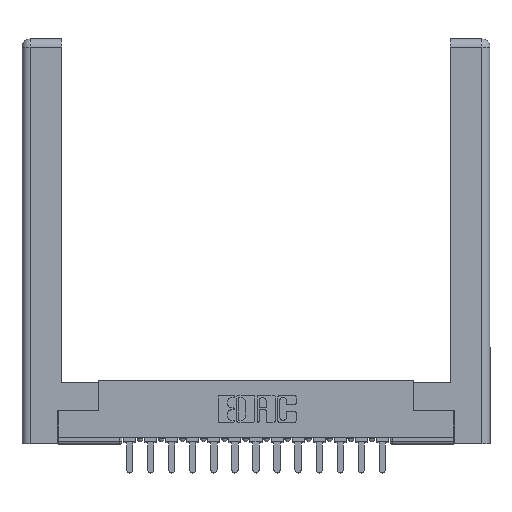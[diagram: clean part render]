
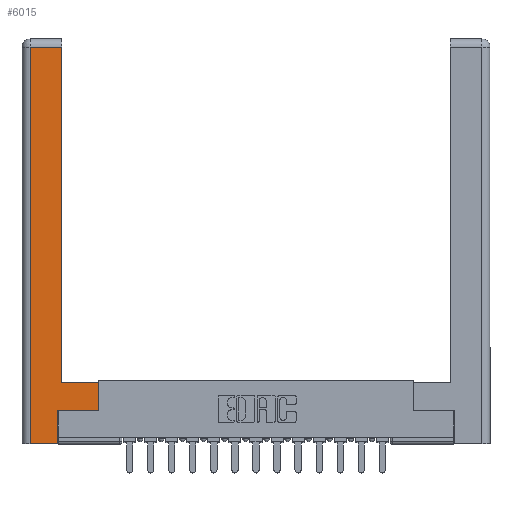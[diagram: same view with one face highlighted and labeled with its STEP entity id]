
A CAD part, top view. The second image highlights one B-rep face of the part: STEP entity #6015.
In plain terms, the highlighted planar face has unit normal (0, 0, 1).
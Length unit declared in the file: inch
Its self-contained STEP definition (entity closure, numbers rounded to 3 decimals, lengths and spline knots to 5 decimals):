
#67 = CARTESIAN_POINT ( 'NONE',  ( 0.0615, 2.94, 0. ) ) ;
#464 = ORIENTED_EDGE ( 'NONE', *, *, #9438, .T. ) ;
#556 = CARTESIAN_POINT ( 'NONE',  ( 0.565, 0.245, 0. ) ) ;
#617 = DIRECTION ( 'NONE',  ( 0., 1., 0. ) ) ;
#1147 = VECTOR ( 'NONE', #14390, 39.37008 ) ;
#1355 = EDGE_CURVE ( 'NONE', #6444, #1360, #16181, .T. ) ;
#1360 = VERTEX_POINT ( 'NONE', #1380 ) ;
#1380 = CARTESIAN_POINT ( 'NONE',  ( 0.265, 0., 0. ) ) ;
#1459 = DIRECTION ( 'NONE',  ( 0., 1., 0. ) ) ;
#1909 = CARTESIAN_POINT ( 'NONE',  ( 0., 0., 0. ) ) ;
#1945 = EDGE_CURVE ( 'NONE', #14572, #17405, #8293, .T. ) ;
#2082 = VECTOR ( 'NONE', #1459, 39.37008 ) ;
#2149 = DIRECTION ( 'NONE',  ( -1., 0., 0. ) ) ;
#2615 = LINE ( 'NONE', #13061, #3934 ) ;
#2814 = VECTOR ( 'NONE', #14027, 39.37008 ) ;
#3054 = CARTESIAN_POINT ( 'NONE',  ( 0.0615, 0., 0. ) ) ;
#3672 = EDGE_CURVE ( 'NONE', #16212, #17412, #10452, .T. ) ;
#3806 = ORIENTED_EDGE ( 'NONE', *, *, #9867, .T. ) ;
#3934 = VECTOR ( 'NONE', #617, 39.37008 ) ;
#4461 = ORIENTED_EDGE ( 'NONE', *, *, #3672, .T. ) ;
#4483 = ORIENTED_EDGE ( 'NONE', *, *, #1355, .T. ) ;
#4538 = FACE_OUTER_BOUND ( 'NONE', #6386, .T. ) ;
#4785 = DIRECTION ( 'NONE',  ( 0., 0., -1. ) ) ;
#4809 = CARTESIAN_POINT ( 'NONE',  ( 0.295, 0.45, 0. ) ) ;
#6015 = ADVANCED_FACE ( 'NONE', ( #4538 ), #10368, .F. ) ;
#6386 = EDGE_LOOP ( 'NONE', ( #8395, #8771, #3806, #4483, #464, #4461, #14328, #9014 ) ) ;
#6444 = VERTEX_POINT ( 'NONE', #3054 ) ;
#7011 = EDGE_CURVE ( 'NONE', #16774, #14572, #10354, .T. ) ;
#7025 = DIRECTION ( 'NONE',  ( 0., 1., 0. ) ) ;
#7218 = VERTEX_POINT ( 'NONE', #15929 ) ;
#7460 = CARTESIAN_POINT ( 'NONE',  ( 0.0615, 2.94, 0. ) ) ;
#7552 = VECTOR ( 'NONE', #7025, 39.37008 ) ;
#7995 = DIRECTION ( 'NONE',  ( -1., 0., 0. ) ) ;
#8293 = LINE ( 'NONE', #67, #2814 ) ;
#8395 = ORIENTED_EDGE ( 'NONE', *, *, #7011, .T. ) ;
#8771 = ORIENTED_EDGE ( 'NONE', *, *, #1945, .T. ) ;
#9014 = ORIENTED_EDGE ( 'NONE', *, *, #12603, .T. ) ;
#9438 = EDGE_CURVE ( 'NONE', #1360, #16212, #2615, .T. ) ;
#9583 = VECTOR ( 'NONE', #18004, 39.37008 ) ;
#9867 = EDGE_CURVE ( 'NONE', #17405, #6444, #14479, .T. ) ;
#10354 = LINE ( 'NONE', #18051, #2082 ) ;
#10368 = PLANE ( 'NONE',  #16660 ) ;
#10452 = LINE ( 'NONE', #13966, #9583 ) ;
#10788 = CARTESIAN_POINT ( 'NONE',  ( 0.295, 0.45, 0. ) ) ;
#11323 = DIRECTION ( 'NONE',  ( 1., 0., 0. ) ) ;
#11402 = CARTESIAN_POINT ( 'NONE',  ( 0.0615, 0., 0. ) ) ;
#11578 = VECTOR ( 'NONE', #11323, 39.37008 ) ;
#11839 = CARTESIAN_POINT ( 'NONE',  ( 0.265, 0.245, 0. ) ) ;
#12260 = CARTESIAN_POINT ( 'NONE',  ( 0.295, 2.94, 0. ) ) ;
#12603 = EDGE_CURVE ( 'NONE', #7218, #16774, #13484, .T. ) ;
#13061 = CARTESIAN_POINT ( 'NONE',  ( 0.265, 0.245, 0. ) ) ;
#13484 = LINE ( 'NONE', #10788, #15016 ) ;
#13845 = CARTESIAN_POINT ( 'NONE',  ( 0.565, 0.45, 0. ) ) ;
#13892 = CARTESIAN_POINT ( 'NONE',  ( 0.265, 0., 0. ) ) ;
#13966 = CARTESIAN_POINT ( 'NONE',  ( 0.565, 0.245, 0. ) ) ;
#14027 = DIRECTION ( 'NONE',  ( -1., 0., 0. ) ) ;
#14328 = ORIENTED_EDGE ( 'NONE', *, *, #16441, .T. ) ;
#14390 = DIRECTION ( 'NONE',  ( 0., -1., 0. ) ) ;
#14479 = LINE ( 'NONE', #11402, #1147 ) ;
#14572 = VERTEX_POINT ( 'NONE', #12260 ) ;
#14964 = LINE ( 'NONE', #13845, #7552 ) ;
#15016 = VECTOR ( 'NONE', #7995, 39.37008 ) ;
#15929 = CARTESIAN_POINT ( 'NONE',  ( 0.565, 0.45, 0. ) ) ;
#16181 = LINE ( 'NONE', #13892, #11578 ) ;
#16212 = VERTEX_POINT ( 'NONE', #11839 ) ;
#16441 = EDGE_CURVE ( 'NONE', #17412, #7218, #14964, .T. ) ;
#16660 = AXIS2_PLACEMENT_3D ( 'NONE', #1909, #4785, #2149 ) ;
#16774 = VERTEX_POINT ( 'NONE', #4809 ) ;
#17405 = VERTEX_POINT ( 'NONE', #7460 ) ;
#17412 = VERTEX_POINT ( 'NONE', #556 ) ;
#18004 = DIRECTION ( 'NONE',  ( 1., 0., 0. ) ) ;
#18051 = CARTESIAN_POINT ( 'NONE',  ( 0.295, 3., 0. ) ) ;
